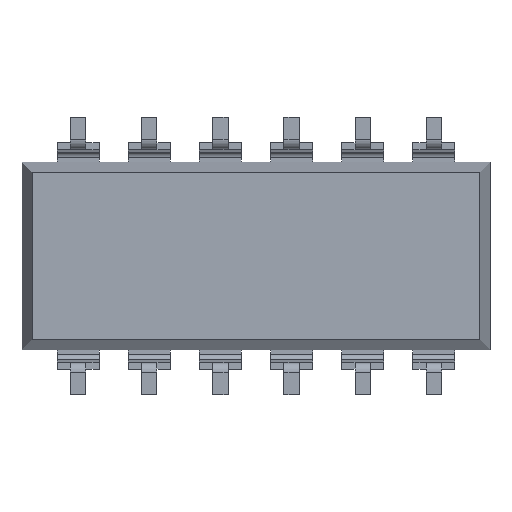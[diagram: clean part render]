
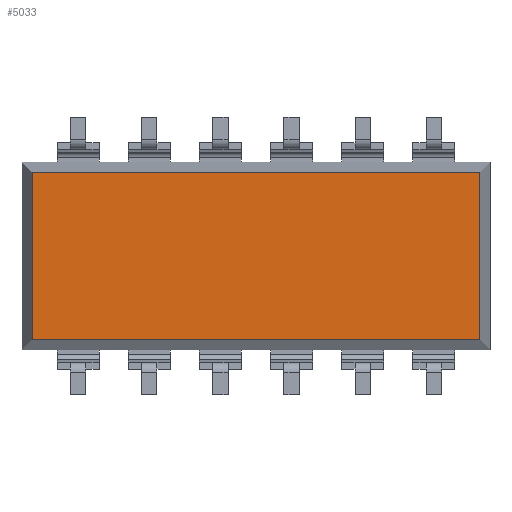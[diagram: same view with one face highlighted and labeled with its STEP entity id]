
A CAD part, front view. The second image highlights one B-rep face of the part: STEP entity #5033.
In plain terms, the highlighted planar face has unit normal (0, -1, 0).
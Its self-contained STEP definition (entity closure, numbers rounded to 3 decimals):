
#457 = CARTESIAN_POINT ( 'NONE',  ( 7.993, -1.35, 0. ) ) ;
#1475 = LINE ( 'NONE', #2021, #9934 ) ;
#1810 = CARTESIAN_POINT ( 'NONE',  ( -7.993, -1.35, 0. ) ) ;
#2021 = CARTESIAN_POINT ( 'NONE',  ( 0., -1.35, -2.988 ) ) ;
#2065 = ORIENTED_EDGE ( 'NONE', *, *, #5096, .F. ) ;
#2158 = CARTESIAN_POINT ( 'NONE',  ( 7.993, -1.35, 2.988 ) ) ;
#2159 = LINE ( 'NONE', #457, #3195 ) ;
#2850 = CARTESIAN_POINT ( 'NONE',  ( 7.993, -1.35, -2.988 ) ) ;
#3192 = ORIENTED_EDGE ( 'NONE', *, *, #11372, .F. ) ;
#3195 = VECTOR ( 'NONE', #8798, 1000. ) ;
#3336 = FACE_OUTER_BOUND ( 'NONE', #7191, .T. ) ;
#3604 = VERTEX_POINT ( 'NONE', #2158 ) ;
#3794 = VERTEX_POINT ( 'NONE', #2850 ) ;
#4386 = ORIENTED_EDGE ( 'NONE', *, *, #4891, .F. ) ;
#4470 = ORIENTED_EDGE ( 'NONE', *, *, #9951, .F. ) ;
#4589 = VERTEX_POINT ( 'NONE', #11721 ) ;
#4891 = EDGE_CURVE ( 'NONE', #4589, #3604, #11623, .T. ) ;
#5033 = ADVANCED_FACE ( 'NONE', ( #3336 ), #8716, .F. ) ;
#5096 = EDGE_CURVE ( 'NONE', #3604, #3794, #2159, .T. ) ;
#5287 = LINE ( 'NONE', #1810, #9822 ) ;
#5420 = CARTESIAN_POINT ( 'NONE',  ( -7.993, -1.35, -2.988 ) ) ;
#5552 = DIRECTION ( 'NONE',  ( 0., 0., 1. ) ) ;
#5756 = DIRECTION ( 'NONE',  ( -1., 0., 0. ) ) ;
#6751 = CARTESIAN_POINT ( 'NONE',  ( 0., -1.35, 0. ) ) ;
#6783 = AXIS2_PLACEMENT_3D ( 'NONE', #6751, #8593, #9560 ) ;
#7191 = EDGE_LOOP ( 'NONE', ( #4470, #3192, #2065, #4386 ) ) ;
#7232 = CARTESIAN_POINT ( 'NONE',  ( 0., -1.35, 2.988 ) ) ;
#8413 = DIRECTION ( 'NONE',  ( 1., 0., 0. ) ) ;
#8593 = DIRECTION ( 'NONE',  ( 0., 1., 0. ) ) ;
#8716 = PLANE ( 'NONE',  #6783 ) ;
#8723 = VECTOR ( 'NONE', #8413, 1000. ) ;
#8798 = DIRECTION ( 'NONE',  ( 0., 0., -1. ) ) ;
#9560 = DIRECTION ( 'NONE',  ( 0., 0., 1. ) ) ;
#9822 = VECTOR ( 'NONE', #5552, 1000. ) ;
#9934 = VECTOR ( 'NONE', #5756, 1000. ) ;
#9951 = EDGE_CURVE ( 'NONE', #11467, #4589, #5287, .T. ) ;
#11372 = EDGE_CURVE ( 'NONE', #3794, #11467, #1475, .T. ) ;
#11467 = VERTEX_POINT ( 'NONE', #5420 ) ;
#11623 = LINE ( 'NONE', #7232, #8723 ) ;
#11721 = CARTESIAN_POINT ( 'NONE',  ( -7.993, -1.35, 2.988 ) ) ;
